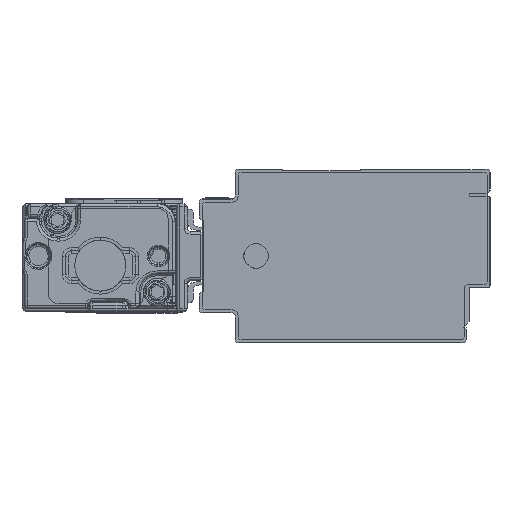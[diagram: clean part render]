
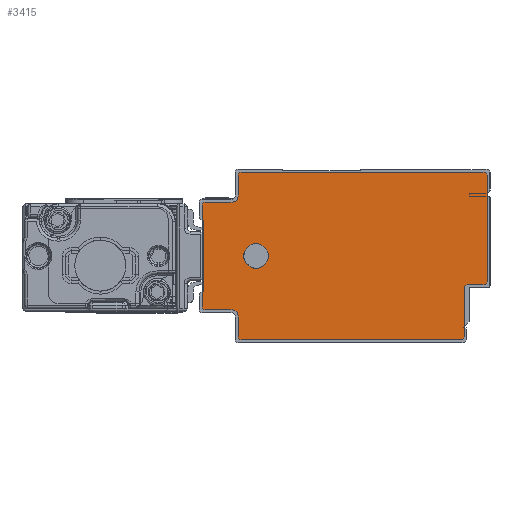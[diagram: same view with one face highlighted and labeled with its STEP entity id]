
A CAD part, left-side view. The second image highlights one B-rep face of the part: STEP entity #3415.
In plain terms, the highlighted planar face has unit normal (-1, 0, 0).
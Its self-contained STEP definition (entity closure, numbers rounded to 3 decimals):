
#1551=AXIS2_PLACEMENT_3D('Circle Axis2P3D',#1549,#1550,$) ;
#1589=AXIS2_PLACEMENT_3D('Circle Axis2P3D',#1587,#1588,$) ;
#1627=AXIS2_PLACEMENT_3D('Circle Axis2P3D',#1625,#1626,$) ;
#1665=AXIS2_PLACEMENT_3D('Circle Axis2P3D',#1663,#1664,$) ;
#3298=AXIS2_PLACEMENT_3D('Plane Axis2P3D',#3295,#3296,#3297) ;
#3302=AXIS2_PLACEMENT_3D('Circle Axis2P3D',#3300,#3301,$) ;
#3316=AXIS2_PLACEMENT_3D('Circle Axis2P3D',#3314,#3315,$) ;
#3330=AXIS2_PLACEMENT_3D('Circle Axis2P3D',#3328,#3329,$) ;
#3344=AXIS2_PLACEMENT_3D('Circle Axis2P3D',#3342,#3343,$) ;
#3358=AXIS2_PLACEMENT_3D('Circle Axis2P3D',#3356,#3357,$) ;
#3372=AXIS2_PLACEMENT_3D('Circle Axis2P3D',#3370,#3371,$) ;
#3399=AXIS2_PLACEMENT_3D('Circle Axis2P3D',#3397,#3398,$) ;
#3408=AXIS2_PLACEMENT_3D('Circle Axis2P3D',#3406,#3407,$) ;
#1507=CARTESIAN_POINT('Line Origine',(-1375.5,44.,14.5)) ;
#1511=CARTESIAN_POINT('Vertex',(-1375.5,44.,6.)) ;
#1513=CARTESIAN_POINT('Vertex',(-1375.5,44.,23.)) ;
#1549=CARTESIAN_POINT('Axis2P3D Location',(-1375.5,43.5,23.)) ;
#1553=CARTESIAN_POINT('Vertex',(-1375.5,43.5,23.5)) ;
#1568=CARTESIAN_POINT('Line Origine',(-1375.5,41.25,23.5)) ;
#1572=CARTESIAN_POINT('Vertex',(-1375.5,39.,23.5)) ;
#1587=CARTESIAN_POINT('Axis2P3D Location',(-1375.5,39.,24.5)) ;
#1591=CARTESIAN_POINT('Vertex',(-1375.5,38.,24.5)) ;
#1606=CARTESIAN_POINT('Line Origine',(-1375.5,38.,26.25)) ;
#1610=CARTESIAN_POINT('Vertex',(-1375.5,38.,28.)) ;
#1625=CARTESIAN_POINT('Axis2P3D Location',(-1375.5,37.5,28.)) ;
#1629=CARTESIAN_POINT('Vertex',(-1375.5,37.5,28.5)) ;
#1644=CARTESIAN_POINT('Line Origine',(-1375.5,17.25,28.5)) ;
#1648=CARTESIAN_POINT('Vertex',(-1375.5,-3.,28.5)) ;
#1663=CARTESIAN_POINT('Axis2P3D Location',(-1375.5,-3.,28.)) ;
#1667=CARTESIAN_POINT('Vertex',(-1375.5,-3.5,28.)) ;
#1682=CARTESIAN_POINT('Line Origine',(-1375.5,-3.5,19.1)) ;
#1686=CARTESIAN_POINT('Vertex',(-1375.5,-3.5,10.2)) ;
#3295=CARTESIAN_POINT('Axis2P3D Location',(-1375.5,0.,0.)) ;
#3300=CARTESIAN_POINT('Axis2P3D Location',(-1375.5,43.5,6.)) ;
#3304=CARTESIAN_POINT('Vertex',(-1375.5,43.5,5.5)) ;
#3307=CARTESIAN_POINT('Line Origine',(-1375.5,41.25,5.5)) ;
#3311=CARTESIAN_POINT('Vertex',(-1375.5,39.,5.5)) ;
#3314=CARTESIAN_POINT('Axis2P3D Location',(-1375.5,39.,4.5)) ;
#3318=CARTESIAN_POINT('Vertex',(-1375.5,38.,4.5)) ;
#3321=CARTESIAN_POINT('Line Origine',(-1375.5,38.,2.75)) ;
#3325=CARTESIAN_POINT('Vertex',(-1375.5,38.,1.)) ;
#3328=CARTESIAN_POINT('Axis2P3D Location',(-1375.5,37.5,1.)) ;
#3332=CARTESIAN_POINT('Vertex',(-1375.5,37.5,0.5)) ;
#3335=CARTESIAN_POINT('Line Origine',(-1375.5,19.15,0.5)) ;
#3339=CARTESIAN_POINT('Vertex',(-1375.5,0.8,0.5)) ;
#3342=CARTESIAN_POINT('Axis2P3D Location',(-1375.5,0.8,1.)) ;
#3346=CARTESIAN_POINT('Vertex',(-1375.5,0.3,1.)) ;
#3349=CARTESIAN_POINT('Line Origine',(-1375.5,0.3,5.1)) ;
#3353=CARTESIAN_POINT('Vertex',(-1375.5,0.3,9.2)) ;
#3356=CARTESIAN_POINT('Axis2P3D Location',(-1375.5,-0.2,9.2)) ;
#3360=CARTESIAN_POINT('Vertex',(-1375.5,-0.2,9.7)) ;
#3363=CARTESIAN_POINT('Line Origine',(-1375.5,-1.6,9.7)) ;
#3367=CARTESIAN_POINT('Vertex',(-1375.5,-3.,9.7)) ;
#3370=CARTESIAN_POINT('Axis2P3D Location',(-1375.5,-3.,10.2)) ;
#3397=CARTESIAN_POINT('Axis2P3D Location',(-1375.5,35.,14.5)) ;
#3401=CARTESIAN_POINT('Vertex',(-1375.5,33.186,13.509)) ;
#3403=CARTESIAN_POINT('Vertex',(-1375.5,36.814,15.491)) ;
#3406=CARTESIAN_POINT('Axis2P3D Location',(-1375.5,35.,14.5)) ;
#1508=DIRECTION('Vector Direction',(0.,0.,1.)) ;
#1550=DIRECTION('Axis2P3D Direction',(1.,0.,0.)) ;
#1569=DIRECTION('Vector Direction',(0.,1.,0.)) ;
#1588=DIRECTION('Axis2P3D Direction',(1.,0.,0.)) ;
#1607=DIRECTION('Vector Direction',(0.,0.,1.)) ;
#1626=DIRECTION('Axis2P3D Direction',(1.,0.,0.)) ;
#1645=DIRECTION('Vector Direction',(0.,1.,0.)) ;
#1664=DIRECTION('Axis2P3D Direction',(1.,0.,-0.)) ;
#1683=DIRECTION('Vector Direction',(0.,0.,-1.)) ;
#3296=DIRECTION('Axis2P3D Direction',(1.,0.,0.)) ;
#3297=DIRECTION('Axis2P3D XDirection',(0.,1.,0.)) ;
#3301=DIRECTION('Axis2P3D Direction',(1.,0.,0.)) ;
#3308=DIRECTION('Vector Direction',(0.,-1.,0.)) ;
#3315=DIRECTION('Axis2P3D Direction',(1.,0.,0.)) ;
#3322=DIRECTION('Vector Direction',(0.,0.,1.)) ;
#3329=DIRECTION('Axis2P3D Direction',(1.,0.,0.)) ;
#3336=DIRECTION('Vector Direction',(0.,-1.,0.)) ;
#3343=DIRECTION('Axis2P3D Direction',(1.,0.,0.)) ;
#3350=DIRECTION('Vector Direction',(0.,0.,-1.)) ;
#3357=DIRECTION('Axis2P3D Direction',(1.,0.,0.)) ;
#3364=DIRECTION('Vector Direction',(0.,1.,0.)) ;
#3371=DIRECTION('Axis2P3D Direction',(1.,0.,0.)) ;
#3398=DIRECTION('Axis2P3D Direction',(1.,0.,0.)) ;
#3407=DIRECTION('Axis2P3D Direction',(1.,0.,0.)) ;
#1509=VECTOR('Line Direction',#1508,1.) ;
#1570=VECTOR('Line Direction',#1569,1.) ;
#1608=VECTOR('Line Direction',#1607,1.) ;
#1646=VECTOR('Line Direction',#1645,1.) ;
#1684=VECTOR('Line Direction',#1683,1.) ;
#3309=VECTOR('Line Direction',#3308,1.) ;
#3323=VECTOR('Line Direction',#3322,1.) ;
#3337=VECTOR('Line Direction',#3336,1.) ;
#3351=VECTOR('Line Direction',#3350,1.) ;
#3365=VECTOR('Line Direction',#3364,1.) ;
#3376=ORIENTED_EDGE('',*,*,#1650,.F.) ;
#3377=ORIENTED_EDGE('',*,*,#1631,.F.) ;
#3378=ORIENTED_EDGE('',*,*,#1612,.F.) ;
#3379=ORIENTED_EDGE('',*,*,#1593,.F.) ;
#3380=ORIENTED_EDGE('',*,*,#1574,.F.) ;
#3381=ORIENTED_EDGE('',*,*,#1555,.F.) ;
#3382=ORIENTED_EDGE('',*,*,#1515,.F.) ;
#3383=ORIENTED_EDGE('',*,*,#3306,.F.) ;
#3384=ORIENTED_EDGE('',*,*,#3313,.F.) ;
#3385=ORIENTED_EDGE('',*,*,#3320,.F.) ;
#3386=ORIENTED_EDGE('',*,*,#3327,.F.) ;
#3387=ORIENTED_EDGE('',*,*,#3334,.F.) ;
#3388=ORIENTED_EDGE('',*,*,#3341,.F.) ;
#3389=ORIENTED_EDGE('',*,*,#3348,.F.) ;
#3390=ORIENTED_EDGE('',*,*,#3355,.F.) ;
#3391=ORIENTED_EDGE('',*,*,#3362,.F.) ;
#3392=ORIENTED_EDGE('',*,*,#3369,.F.) ;
#3393=ORIENTED_EDGE('',*,*,#3374,.F.) ;
#3394=ORIENTED_EDGE('',*,*,#1688,.F.) ;
#3395=ORIENTED_EDGE('',*,*,#1669,.F.) ;
#3412=ORIENTED_EDGE('',*,*,#3405,.T.) ;
#3413=ORIENTED_EDGE('',*,*,#3410,.T.) ;
#3414=FACE_BOUND('',#3411,.T.) ;
#3415=ADVANCED_FACE('\X2\FF8EFF9EFF83FF9EFF68FF70\X0\.2',(#3396,#3414),#3299,.F.) ;
#1552=CIRCLE('generated circle',#1551,0.5) ;
#1590=CIRCLE('generated circle',#1589,1.) ;
#1628=CIRCLE('generated circle',#1627,0.5) ;
#1666=CIRCLE('generated circle',#1665,0.5) ;
#3303=CIRCLE('generated circle',#3302,0.5) ;
#3317=CIRCLE('generated circle',#3316,1.) ;
#3331=CIRCLE('generated circle',#3330,0.5) ;
#3345=CIRCLE('generated circle',#3344,0.5) ;
#3359=CIRCLE('generated circle',#3358,0.5) ;
#3373=CIRCLE('generated circle',#3372,0.5) ;
#3400=CIRCLE('generated circle',#3399,2.067) ;
#3409=CIRCLE('generated circle',#3408,2.067) ;
#1515=EDGE_CURVE('',#1512,#1514,#1510,.T.) ;
#1555=EDGE_CURVE('',#1514,#1554,#1552,.T.) ;
#1574=EDGE_CURVE('',#1554,#1573,#1571,.F.) ;
#1593=EDGE_CURVE('',#1573,#1592,#1590,.F.) ;
#1612=EDGE_CURVE('',#1592,#1611,#1609,.T.) ;
#1631=EDGE_CURVE('',#1611,#1630,#1628,.T.) ;
#1650=EDGE_CURVE('',#1630,#1649,#1647,.F.) ;
#1669=EDGE_CURVE('',#1649,#1668,#1666,.T.) ;
#1688=EDGE_CURVE('',#1668,#1687,#1685,.T.) ;
#3306=EDGE_CURVE('',#3305,#1512,#3303,.T.) ;
#3313=EDGE_CURVE('',#3312,#3305,#3310,.F.) ;
#3320=EDGE_CURVE('',#3319,#3312,#3317,.F.) ;
#3327=EDGE_CURVE('',#3326,#3319,#3324,.T.) ;
#3334=EDGE_CURVE('',#3333,#3326,#3331,.T.) ;
#3341=EDGE_CURVE('',#3340,#3333,#3338,.F.) ;
#3348=EDGE_CURVE('',#3347,#3340,#3345,.T.) ;
#3355=EDGE_CURVE('',#3354,#3347,#3352,.T.) ;
#3362=EDGE_CURVE('',#3361,#3354,#3359,.F.) ;
#3369=EDGE_CURVE('',#3368,#3361,#3366,.T.) ;
#3374=EDGE_CURVE('',#1687,#3368,#3373,.T.) ;
#3405=EDGE_CURVE('',#3402,#3404,#3400,.T.) ;
#3410=EDGE_CURVE('',#3404,#3402,#3409,.T.) ;
#3375=EDGE_LOOP('',(#3376,#3377,#3378,#3379,#3380,#3381,#3382,#3383,#3384,#3385,#3386,#3387,#3388,#3389,#3390,#3391,#3392,#3393,#3394,#3395)) ;
#3411=EDGE_LOOP('',(#3412,#3413)) ;
#3396=FACE_OUTER_BOUND('',#3375,.T.) ;
#1510=LINE('Line',#1507,#1509) ;
#1571=LINE('Line',#1568,#1570) ;
#1609=LINE('Line',#1606,#1608) ;
#1647=LINE('Line',#1644,#1646) ;
#1685=LINE('Line',#1682,#1684) ;
#3310=LINE('Line',#3307,#3309) ;
#3324=LINE('Line',#3321,#3323) ;
#3338=LINE('Line',#3335,#3337) ;
#3352=LINE('Line',#3349,#3351) ;
#3366=LINE('Line',#3363,#3365) ;
#3299=PLANE('Plane',#3298) ;
#1512=VERTEX_POINT('',#1511) ;
#1514=VERTEX_POINT('',#1513) ;
#1554=VERTEX_POINT('',#1553) ;
#1573=VERTEX_POINT('',#1572) ;
#1592=VERTEX_POINT('',#1591) ;
#1611=VERTEX_POINT('',#1610) ;
#1630=VERTEX_POINT('',#1629) ;
#1649=VERTEX_POINT('',#1648) ;
#1668=VERTEX_POINT('',#1667) ;
#1687=VERTEX_POINT('',#1686) ;
#3305=VERTEX_POINT('',#3304) ;
#3312=VERTEX_POINT('',#3311) ;
#3319=VERTEX_POINT('',#3318) ;
#3326=VERTEX_POINT('',#3325) ;
#3333=VERTEX_POINT('',#3332) ;
#3340=VERTEX_POINT('',#3339) ;
#3347=VERTEX_POINT('',#3346) ;
#3354=VERTEX_POINT('',#3353) ;
#3361=VERTEX_POINT('',#3360) ;
#3368=VERTEX_POINT('',#3367) ;
#3402=VERTEX_POINT('',#3401) ;
#3404=VERTEX_POINT('',#3403) ;
